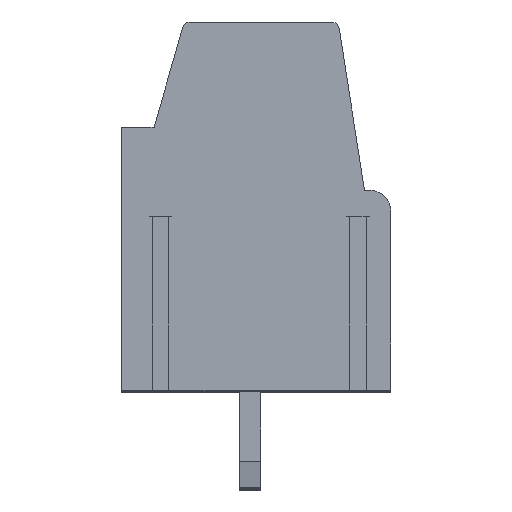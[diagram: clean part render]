
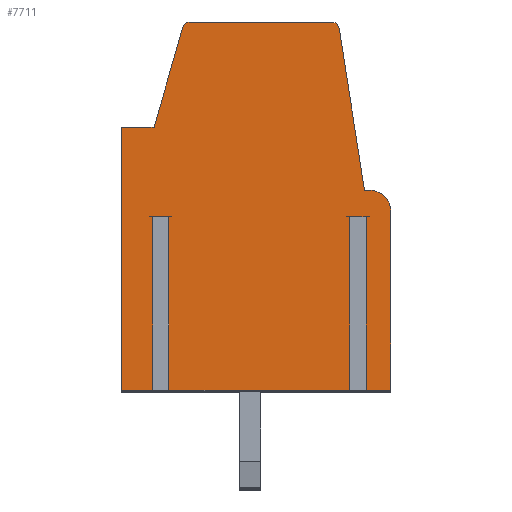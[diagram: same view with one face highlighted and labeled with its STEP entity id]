
A CAD part, top view. The second image highlights one B-rep face of the part: STEP entity #7711.
In plain terms, the highlighted planar face has unit normal (0, 0, 1).
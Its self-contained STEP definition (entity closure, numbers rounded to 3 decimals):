
#42 = ORIENTED_EDGE ( 'NONE', *, *, #3921, .F. ) ;
#68 = CARTESIAN_POINT ( 'NONE',  ( 2.338, 13.783, 7.62 ) ) ;
#159 = DIRECTION ( 'NONE',  ( 0., 1., 0. ) ) ;
#187 = ORIENTED_EDGE ( 'NONE', *, *, #4975, .F. ) ;
#206 = VERTEX_POINT ( 'NONE', #6167 ) ;
#214 = CARTESIAN_POINT ( 'NONE',  ( 10.25, 0., 7.62 ) ) ;
#273 = VERTEX_POINT ( 'NONE', #6339 ) ;
#448 = ORIENTED_EDGE ( 'NONE', *, *, #5140, .F. ) ;
#487 = ORIENTED_EDGE ( 'NONE', *, *, #1251, .F. ) ;
#629 = EDGE_CURVE ( 'NONE', #2686, #5464, #5124, .T. ) ;
#681 = DIRECTION ( 'NONE',  ( 1., 0., 0. ) ) ;
#727 = CARTESIAN_POINT ( 'NONE',  ( 10.25, 0., 7.62 ) ) ;
#762 = LINE ( 'NONE', #5373, #5981 ) ;
#772 = ORIENTED_EDGE ( 'NONE', *, *, #4397, .F. ) ;
#806 = DIRECTION ( 'NONE',  ( 1., 0., 0. ) ) ;
#828 = DIRECTION ( 'NONE',  ( -1., 0., 0. ) ) ;
#829 = LINE ( 'NONE', #6683, #1030 ) ;
#852 = EDGE_LOOP ( 'NONE', ( #7255, #2284, #7241, #3225, #4659, #7835, #4112, #5246, #772, #2001, #487, #5571, #2515, #4776, #187, #8362, #42, #3743, #448 ) ) ;
#916 = LINE ( 'NONE', #7614, #7820 ) ;
#1009 = VERTEX_POINT ( 'NONE', #6324 ) ;
#1030 = VECTOR ( 'NONE', #6644, 1000. ) ;
#1205 = DIRECTION ( 'NONE',  ( 0., 0., -1. ) ) ;
#1251 = EDGE_CURVE ( 'NONE', #8061, #2744, #3277, .T. ) ;
#1252 = DIRECTION ( 'NONE',  ( 0., 0., -1. ) ) ;
#1319 = VERTEX_POINT ( 'NONE', #4156 ) ;
#1323 = CARTESIAN_POINT ( 'NONE',  ( 9.31, 6.8, 7.62 ) ) ;
#1479 = EDGE_CURVE ( 'NONE', #2022, #1319, #2520, .T. ) ;
#1503 = CARTESIAN_POINT ( 'NONE',  ( 9.45, 6.8, 7.62 ) ) ;
#1533 = PLANE ( 'NONE',  #5406 ) ;
#1585 = DIRECTION ( 'NONE',  ( 0., 0., -1. ) ) ;
#1649 = EDGE_CURVE ( 'NONE', #4988, #8061, #6819, .T. ) ;
#1662 = VECTOR ( 'NONE', #681, 1000. ) ;
#1700 = CARTESIAN_POINT ( 'NONE',  ( 10.25, 6.8, 7.62 ) ) ;
#1821 = VERTEX_POINT ( 'NONE', #4610 ) ;
#1850 = VECTOR ( 'NONE', #2947, 1000. ) ;
#1871 = LINE ( 'NONE', #3922, #5059 ) ;
#1874 = EDGE_CURVE ( 'NONE', #4231, #1821, #5318, .T. ) ;
#1937 = CIRCLE ( 'NONE', #3194, 0.3 ) ;
#1968 = EDGE_CURVE ( 'NONE', #1319, #6076, #916, .T. ) ;
#2001 = ORIENTED_EDGE ( 'NONE', *, *, #6069, .F. ) ;
#2022 = VERTEX_POINT ( 'NONE', #5694 ) ;
#2049 = EDGE_CURVE ( 'NONE', #6076, #2831, #1871, .T. ) ;
#2284 = ORIENTED_EDGE ( 'NONE', *, *, #3077, .F. ) ;
#2306 = CARTESIAN_POINT ( 'NONE',  ( 9.31, 0., 7.62 ) ) ;
#2515 = ORIENTED_EDGE ( 'NONE', *, *, #2590, .F. ) ;
#2520 = LINE ( 'NONE', #7775, #6708 ) ;
#2579 = VECTOR ( 'NONE', #6582, 1000. ) ;
#2590 = EDGE_CURVE ( 'NONE', #7882, #4988, #7294, .T. ) ;
#2686 = VERTEX_POINT ( 'NONE', #4047 ) ;
#2711 = EDGE_CURVE ( 'NONE', #206, #7882, #3290, .T. ) ;
#2744 = VERTEX_POINT ( 'NONE', #6885 ) ;
#2831 = VERTEX_POINT ( 'NONE', #7841 ) ;
#2947 = DIRECTION ( 'NONE',  ( 0.276, 0.961, 0. ) ) ;
#3031 = CARTESIAN_POINT ( 'NONE',  ( 0., 0., 7.62 ) ) ;
#3077 = EDGE_CURVE ( 'NONE', #2831, #6668, #762, .T. ) ;
#3144 = CARTESIAN_POINT ( 'NONE',  ( 2.626, 14., 7.62 ) ) ;
#3194 = AXIS2_PLACEMENT_3D ( 'NONE', #5455, #8122, #8035 ) ;
#3210 = CARTESIAN_POINT ( 'NONE',  ( 2.626, 13.7, 7.62 ) ) ;
#3225 = ORIENTED_EDGE ( 'NONE', *, *, #1968, .F. ) ;
#3277 = LINE ( 'NONE', #1323, #2579 ) ;
#3290 = CIRCLE ( 'NONE', #4788, 0.8 ) ;
#3369 = DIRECTION ( 'NONE',  ( 0., -1., 0. ) ) ;
#3434 = VERTEX_POINT ( 'NONE', #3144 ) ;
#3450 = CARTESIAN_POINT ( 'NONE',  ( 10.25, 6.8, 7.62 ) ) ;
#3606 = DIRECTION ( 'NONE',  ( -1., 0., 0. ) ) ;
#3743 = ORIENTED_EDGE ( 'NONE', *, *, #7207, .F. ) ;
#3745 = CARTESIAN_POINT ( 'NONE',  ( 1.81, 6.8, 7.62 ) ) ;
#3921 = EDGE_CURVE ( 'NONE', #1009, #2686, #1937, .T. ) ;
#3922 = CARTESIAN_POINT ( 'NONE',  ( 0., 0., 7.62 ) ) ;
#3966 = DIRECTION ( 'NONE',  ( -1., 0., 0. ) ) ;
#4010 = CARTESIAN_POINT ( 'NONE',  ( 10.25, 0., 7.62 ) ) ;
#4047 = CARTESIAN_POINT ( 'NONE',  ( 8.29, 13.746, 7.62 ) ) ;
#4112 = ORIENTED_EDGE ( 'NONE', *, *, #7339, .F. ) ;
#4156 = CARTESIAN_POINT ( 'NONE',  ( 1.19, 0., 7.62 ) ) ;
#4231 = VERTEX_POINT ( 'NONE', #6511 ) ;
#4369 = DIRECTION ( 'NONE',  ( 0., -1., 0. ) ) ;
#4397 = EDGE_CURVE ( 'NONE', #273, #4231, #6209, .T. ) ;
#4447 = CARTESIAN_POINT ( 'NONE',  ( 1.25, 10., 7.62 ) ) ;
#4517 = VECTOR ( 'NONE', #3369, 1000. ) ;
#4610 = CARTESIAN_POINT ( 'NONE',  ( 1.81, 0., 7.62 ) ) ;
#4659 = ORIENTED_EDGE ( 'NONE', *, *, #1479, .F. ) ;
#4776 = ORIENTED_EDGE ( 'NONE', *, *, #2711, .F. ) ;
#4788 = AXIS2_PLACEMENT_3D ( 'NONE', #1503, #1585, #3606 ) ;
#4874 = AXIS2_PLACEMENT_3D ( 'NONE', #3210, #1205, #5800 ) ;
#4975 = EDGE_CURVE ( 'NONE', #5464, #206, #7349, .T. ) ;
#4988 = VERTEX_POINT ( 'NONE', #727 ) ;
#5059 = VECTOR ( 'NONE', #6460, 1000. ) ;
#5096 = VECTOR ( 'NONE', #159, 1000. ) ;
#5124 = LINE ( 'NONE', #7733, #6966 ) ;
#5140 = EDGE_CURVE ( 'NONE', #6286, #3434, #8598, .T. ) ;
#5211 = VECTOR ( 'NONE', #6942, 1000. ) ;
#5246 = ORIENTED_EDGE ( 'NONE', *, *, #1874, .F. ) ;
#5318 = LINE ( 'NONE', #4010, #6988 ) ;
#5373 = CARTESIAN_POINT ( 'NONE',  ( 0., 10., 7.62 ) ) ;
#5406 = AXIS2_PLACEMENT_3D ( 'NONE', #8514, #1252, #8475 ) ;
#5455 = CARTESIAN_POINT ( 'NONE',  ( 7.993, 13.7, 7.62 ) ) ;
#5464 = VERTEX_POINT ( 'NONE', #5766 ) ;
#5545 = DIRECTION ( 'NONE',  ( 0.154, -0.988, 0. ) ) ;
#5571 = ORIENTED_EDGE ( 'NONE', *, *, #1649, .F. ) ;
#5659 = DIRECTION ( 'NONE',  ( 0., -1., 0. ) ) ;
#5664 = DIRECTION ( 'NONE',  ( -1., 0., 0. ) ) ;
#5694 = CARTESIAN_POINT ( 'NONE',  ( 1.19, 6.6, 7.62 ) ) ;
#5766 = CARTESIAN_POINT ( 'NONE',  ( 9.25, 7.6, 7.62 ) ) ;
#5800 = DIRECTION ( 'NONE',  ( -1., 0., 0. ) ) ;
#5820 = VECTOR ( 'NONE', #5659, 1000. ) ;
#5852 = CARTESIAN_POINT ( 'NONE',  ( 1.943, 6.6, 7.62 ) ) ;
#5981 = VECTOR ( 'NONE', #806, 1000. ) ;
#6013 = CARTESIAN_POINT ( 'NONE',  ( 9.45, 7.6, 7.62 ) ) ;
#6065 = CARTESIAN_POINT ( 'NONE',  ( 1.81, 6.6, 7.62 ) ) ;
#6069 = EDGE_CURVE ( 'NONE', #2744, #273, #7030, .T. ) ;
#6076 = VERTEX_POINT ( 'NONE', #3031 ) ;
#6167 = CARTESIAN_POINT ( 'NONE',  ( 9.45, 7.6, 7.62 ) ) ;
#6209 = LINE ( 'NONE', #7535, #5820 ) ;
#6254 = LINE ( 'NONE', #6384, #1850 ) ;
#6286 = VERTEX_POINT ( 'NONE', #68 ) ;
#6324 = CARTESIAN_POINT ( 'NONE',  ( 7.993, 14., 7.62 ) ) ;
#6339 = CARTESIAN_POINT ( 'NONE',  ( 8.69, 6.6, 7.62 ) ) ;
#6384 = CARTESIAN_POINT ( 'NONE',  ( 1.25, 10., 7.62 ) ) ;
#6460 = DIRECTION ( 'NONE',  ( 0., 1., 0. ) ) ;
#6511 = CARTESIAN_POINT ( 'NONE',  ( 8.69, 0., 7.62 ) ) ;
#6560 = LINE ( 'NONE', #5852, #7589 ) ;
#6582 = DIRECTION ( 'NONE',  ( 0., 1., 0. ) ) ;
#6644 = DIRECTION ( 'NONE',  ( 1., 0., 0. ) ) ;
#6668 = VERTEX_POINT ( 'NONE', #4447 ) ;
#6683 = CARTESIAN_POINT ( 'NONE',  ( 2.4, 14., 7.62 ) ) ;
#6708 = VECTOR ( 'NONE', #4369, 1000. ) ;
#6819 = LINE ( 'NONE', #214, #5211 ) ;
#6885 = CARTESIAN_POINT ( 'NONE',  ( 9.31, 6.6, 7.62 ) ) ;
#6889 = LINE ( 'NONE', #3745, #5096 ) ;
#6942 = DIRECTION ( 'NONE',  ( -1., 0., 0. ) ) ;
#6966 = VECTOR ( 'NONE', #5545, 1000. ) ;
#6988 = VECTOR ( 'NONE', #3966, 1000. ) ;
#7030 = LINE ( 'NONE', #8243, #7160 ) ;
#7160 = VECTOR ( 'NONE', #5664, 1000. ) ;
#7207 = EDGE_CURVE ( 'NONE', #3434, #1009, #829, .T. ) ;
#7241 = ORIENTED_EDGE ( 'NONE', *, *, #2049, .F. ) ;
#7255 = ORIENTED_EDGE ( 'NONE', *, *, #7915, .F. ) ;
#7294 = LINE ( 'NONE', #3450, #4517 ) ;
#7339 = EDGE_CURVE ( 'NONE', #1821, #8380, #6889, .T. ) ;
#7349 = LINE ( 'NONE', #6013, #1662 ) ;
#7471 = FACE_OUTER_BOUND ( 'NONE', #852, .T. ) ;
#7535 = CARTESIAN_POINT ( 'NONE',  ( 8.69, 6.8, 7.62 ) ) ;
#7589 = VECTOR ( 'NONE', #7906, 1000. ) ;
#7614 = CARTESIAN_POINT ( 'NONE',  ( 10.25, 0., 7.62 ) ) ;
#7711 = ADVANCED_FACE ( 'NONE', ( #7471 ), #1533, .F. ) ;
#7730 = EDGE_CURVE ( 'NONE', #2022, #8380, #6560, .T. ) ;
#7733 = CARTESIAN_POINT ( 'NONE',  ( 8.25, 14., 7.62 ) ) ;
#7775 = CARTESIAN_POINT ( 'NONE',  ( 1.19, 6.8, 7.62 ) ) ;
#7820 = VECTOR ( 'NONE', #828, 1000. ) ;
#7835 = ORIENTED_EDGE ( 'NONE', *, *, #7730, .T. ) ;
#7841 = CARTESIAN_POINT ( 'NONE',  ( 0., 10., 7.62 ) ) ;
#7882 = VERTEX_POINT ( 'NONE', #1700 ) ;
#7906 = DIRECTION ( 'NONE',  ( 1., 0., 0. ) ) ;
#7915 = EDGE_CURVE ( 'NONE', #6668, #6286, #6254, .T. ) ;
#8035 = DIRECTION ( 'NONE',  ( -1., 0., 0. ) ) ;
#8061 = VERTEX_POINT ( 'NONE', #2306 ) ;
#8122 = DIRECTION ( 'NONE',  ( 0., 0., -1. ) ) ;
#8243 = CARTESIAN_POINT ( 'NONE',  ( 8.557, 6.6, 7.62 ) ) ;
#8362 = ORIENTED_EDGE ( 'NONE', *, *, #629, .F. ) ;
#8380 = VERTEX_POINT ( 'NONE', #6065 ) ;
#8475 = DIRECTION ( 'NONE',  ( -1., 0., 0. ) ) ;
#8514 = CARTESIAN_POINT ( 'NONE',  ( 9.45, 6.8, 7.62 ) ) ;
#8598 = CIRCLE ( 'NONE', #4874, 0.3 ) ;
